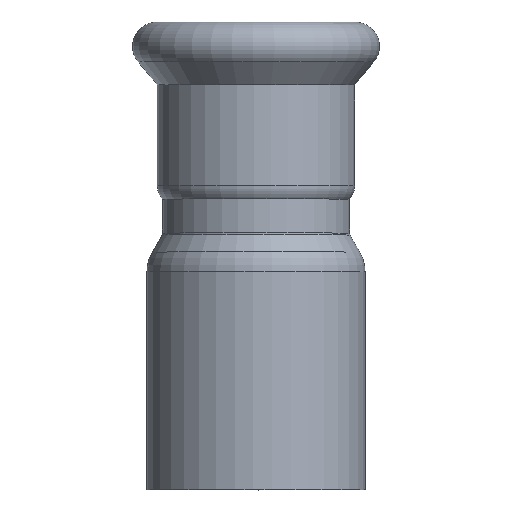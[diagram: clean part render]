
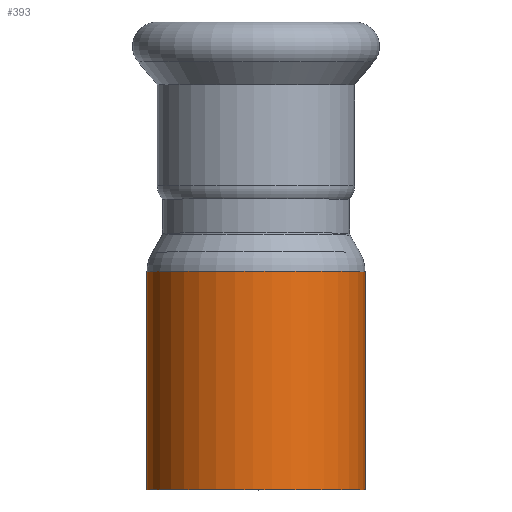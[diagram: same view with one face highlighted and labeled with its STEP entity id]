
A CAD part, top view. The second image highlights one B-rep face of the part: STEP entity #393.
In plain terms, the highlighted cylindrical face has radius 14 mm (diameter 28 mm), a full revolution.
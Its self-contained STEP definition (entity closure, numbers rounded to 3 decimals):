
#33=CYLINDRICAL_SURFACE('',#457,14.);
#45=FACE_OUTER_BOUND('',#72,.T.);
#72=EDGE_LOOP('',(#278,#279,#280,#281));
#97=LINE('',#695,#110);
#110=VECTOR('',#558,14.);
#130=CIRCLE('',#453,14.);
#133=CIRCLE('',#458,14.);
#170=VERTEX_POINT('',#686);
#172=VERTEX_POINT('',#693);
#207=EDGE_CURVE('',#170,#170,#130,.T.);
#210=EDGE_CURVE('',#172,#172,#133,.T.);
#211=EDGE_CURVE('',#172,#170,#97,.T.);
#278=ORIENTED_EDGE('',*,*,#210,.F.);
#279=ORIENTED_EDGE('',*,*,#211,.T.);
#280=ORIENTED_EDGE('',*,*,#207,.T.);
#281=ORIENTED_EDGE('',*,*,#211,.F.);
#393=ADVANCED_FACE('',(#45),#33,.T.);
#453=AXIS2_PLACEMENT_3D('',#687,#546,#547);
#457=AXIS2_PLACEMENT_3D('',#692,#554,#555);
#458=AXIS2_PLACEMENT_3D('',#694,#556,#557);
#546=DIRECTION('center_axis',(0.,1.,0.));
#547=DIRECTION('ref_axis',(0.,0.,-1.));
#554=DIRECTION('center_axis',(0.,1.,0.));
#555=DIRECTION('ref_axis',(0.479,0.,0.878));
#556=DIRECTION('center_axis',(0.,1.,0.));
#557=DIRECTION('ref_axis',(0.,0.,-1.));
#558=DIRECTION('',(0.,-1.,0.));
#686=CARTESIAN_POINT('',(-6.712,0.,-12.286));
#687=CARTESIAN_POINT('Origin',(0.,0.,0.));
#692=CARTESIAN_POINT('Origin',(0.,40.,0.));
#693=CARTESIAN_POINT('',(-6.712,28.,-12.286));
#694=CARTESIAN_POINT('Origin',(0.,28.,0.));
#695=CARTESIAN_POINT('',(-6.712,40.,-12.286));
